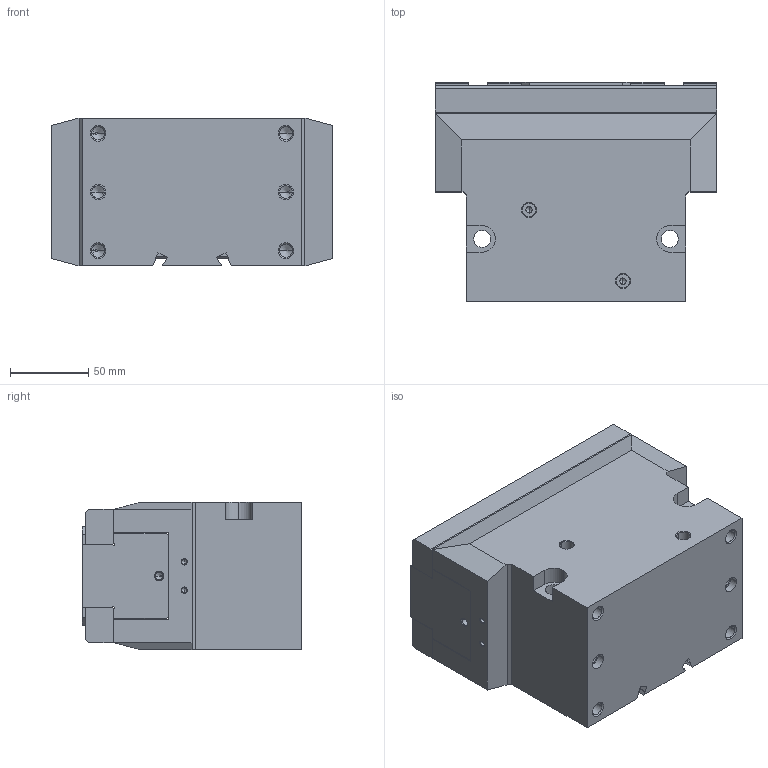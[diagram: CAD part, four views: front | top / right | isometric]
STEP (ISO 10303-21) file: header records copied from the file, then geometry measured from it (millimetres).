
FILE_DESCRIPTION( ( '' ), '1' );
FILE_NAME( 'op94i_op723abb_0_2_14a.stp', '2010-10-25T12:47:05', ( '' ), ( '' ), ' ', ' ', ' ' );
FILE_SCHEMA( ( 'automotive_design' ) );
Length unit declared in the file: millimetre
Products named in the file (3): 1; 2; 3
Bounding box: 180 x 140 x 94 mm (x, y, z)
Volume: 1898429.8 mm3; surface area: 190885.3 mm2
Topology: 3 solids, 3 shells, 356 faces, 910 edges, 550 vertices
Faces by surface type: plane 188, cylinder 84, cone 84
Entity records: 20428 total; most frequent: CARTESIAN_POINT 1891, DIRECTION 1788, STYLED_ITEM 1775, PRESENTATION_STYLE_ASSIGNMENT 1775, COLOUR_RGB 1775, ORIENTED_EDGE 1732, EDGE_CURVE 866, CURVE_STYLE 866
